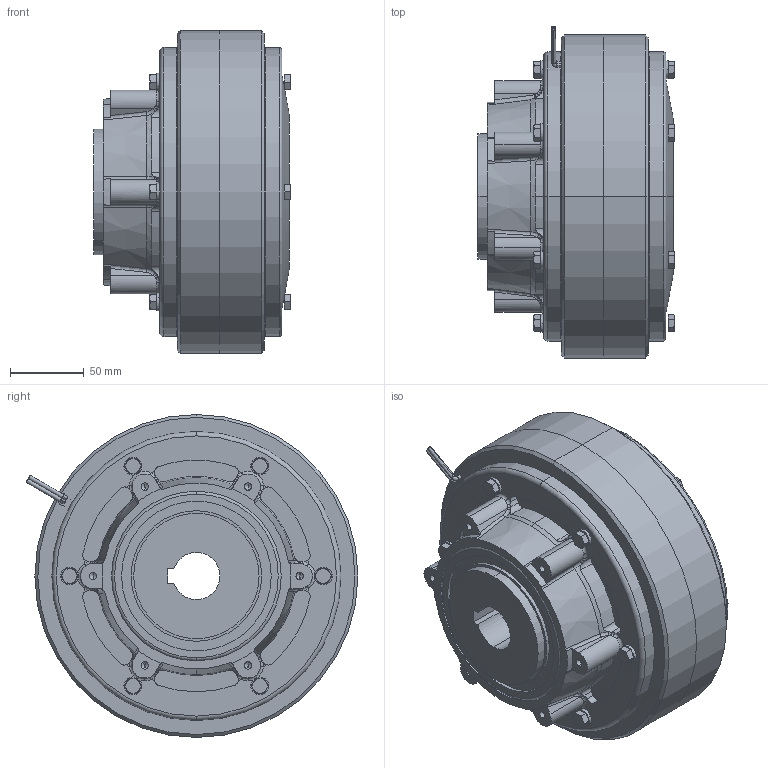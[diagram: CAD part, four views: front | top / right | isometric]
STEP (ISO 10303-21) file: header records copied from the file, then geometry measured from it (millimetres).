
FILE_DESCRIPTION (( 'STEP AP203' ), '1' );
FILE_NAME ('YPP616683.STEP', '2020-12-24T23:39:04', ( '' ), ( '' ), 'SwSTEP 2.0', 'SolidWorks 2016', '' );
FILE_SCHEMA (( 'CONFIG_CONTROL_DESIGN' ));
Length unit declared in the file: millimetre
Products named in the file (1): YPP616683
Bounding box: 133 x 224.96 x 219 mm (x, y, z)
Volume: 3356828.2 mm3; surface area: 274832.3 mm2
Topology: 33 solids, 33 shells, 680 faces, 1566 edges, 959 vertices
Faces by surface type: plane 249, cylinder 182, torus 145, bspline 73, cone 31
Entity records: 23435 total; most frequent: CARTESIAN_POINT 8915, ORIENTED_EDGE 3100, DIRECTION 2849, EDGE_CURVE 1550, AXIS2_PLACEMENT_3D 1185, VERTEX_POINT 959, EDGE_LOOP 707, FACE_OUTER_BOUND 680
